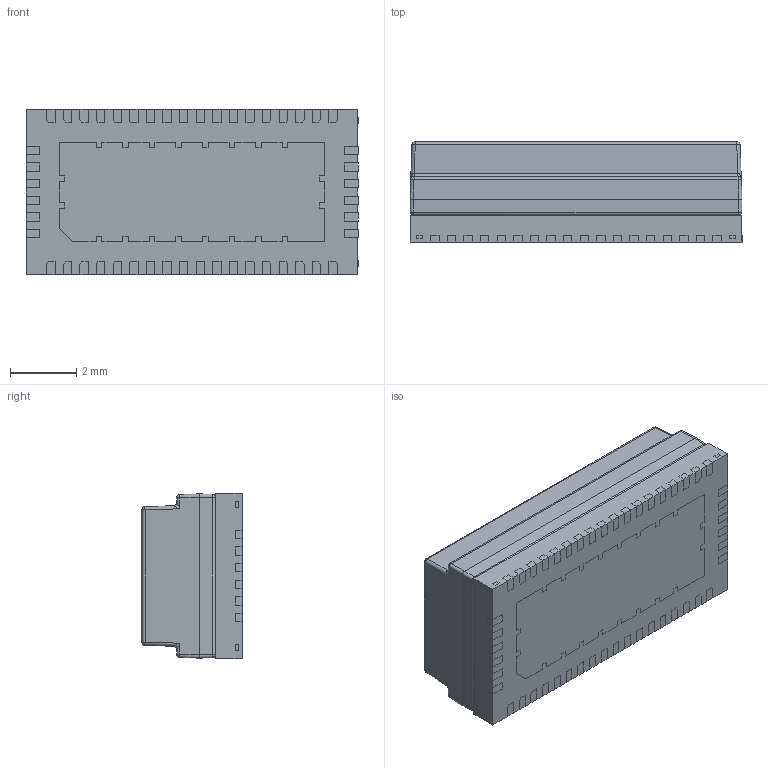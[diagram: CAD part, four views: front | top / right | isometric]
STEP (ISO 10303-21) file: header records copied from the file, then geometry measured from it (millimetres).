
FILE_DESCRIPTION(/* description */ (''),/* implementation_level */ '2;1');
FILE_NAME(/* name */ 'CUVV-90-1-1-1-SMT.step',/* time_stamp */ '2021-03-03T12:37:52-05:00',/* author */ (''),/* organization */ (''),/* preprocessor_version */ 'ST-DEVELOPER v18.1',/* originating_system */ 'Autodesk Translation Framework v9.10.0.1330',/* authorisation */ '');
FILE_SCHEMA (('AUTOMOTIVE_DESIGN { 1 0 10303 214 3 1 1 }'));
Length unit declared in the file: millimetre
Products named in the file (8): CUVV-90-1-1-1-SMT; QuikPak 500580 5x10 QFN v2; 500580 (1); 500580; 500581; 501201 v2; photodetector die LIS770i 3 (fluttershy) v2; CUVV-90-1-0-0-DIE base model v1
Assembly tree (7 placements, depth 4):
  CUVV-90-1-1-1-SMT
    QuikPak 500580 5x10 QFN v2
      500580 (1)
        500580
        500581
    501201 v2
    photodetector die LIS770i 3 (fluttershy) v2
    CUVV-90-1-0-0-DIE base model v1
Bounding box: 10 x 3.02 x 5 mm (x, y, z)
Volume: 93.3 mm3; surface area: 555.3 mm2
Topology: 81 solids, 81 shells, 1660 faces, 4585 edges, 2970 vertices
Faces by surface type: plane 1559, cylinder 53, bspline 44, sphere 4
Full cylindrical faces by diameter (mm): 0.074 x1
Entity records: 53529 total; most frequent: CARTESIAN_POINT 11111, ORIENTED_EDGE 9138, DIRECTION 7888, EDGE_CURVE 4569, LINE 4380, VECTOR 4380, VERTEX_POINT 2970, AXIS2_PLACEMENT_3D 1754
